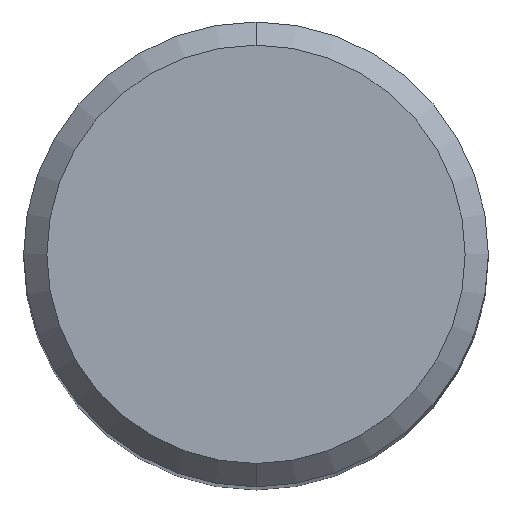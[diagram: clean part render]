
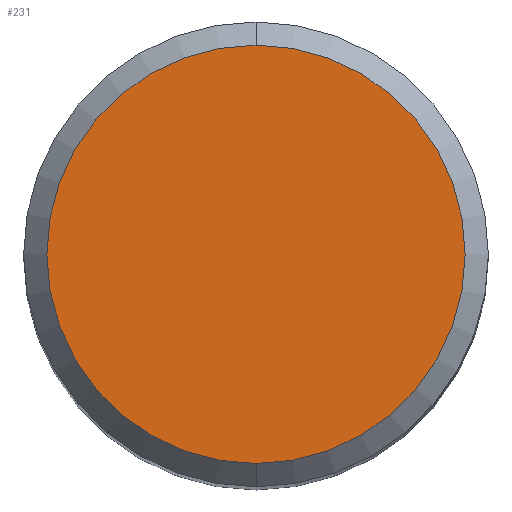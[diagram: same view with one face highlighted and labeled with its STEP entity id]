
A CAD part, top view. The second image highlights one B-rep face of the part: STEP entity #231.
In plain terms, the highlighted planar face has unit normal (0, 0, 1).
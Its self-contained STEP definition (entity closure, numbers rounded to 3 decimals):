
#231=ADVANCED_FACE('',(#545),#546,.T.);
#321=VERTEX_POINT('',#642);
#377=EDGE_CURVE('',#321,#417,#702,.T.);
#417=VERTEX_POINT('',#748);
#443=EDGE_CURVE('',#417,#321,#777,.T.);
#545=FACE_OUTER_BOUND('',#920,.T.);
#546=PLANE('',#921);
#642=CARTESIAN_POINT('',(0.0,4.5,0.0));
#702=CIRCLE('',#1310,4.5);
#748=CARTESIAN_POINT('',(0.,-4.5,0.0));
#777=CIRCLE('',#1445,4.5);
#920=EDGE_LOOP('',(#1555,#1556));
#921=AXIS2_PLACEMENT_3D('',#1557,#1558,#1559);
#1310=AXIS2_PLACEMENT_3D('',#1710,#1711,#1712);
#1445=AXIS2_PLACEMENT_3D('',#1806,#1807,#1808);
#1555=ORIENTED_EDGE('',*,*,#377,.F.);
#1556=ORIENTED_EDGE('',*,*,#443,.F.);
#1557=CARTESIAN_POINT('',(0.0,2.25,0.0));
#1558=DIRECTION('',(-0.0,0.0,1.0));
#1559=DIRECTION('',(0.0,-1.0,0.0));
#1710=CARTESIAN_POINT('',(0.0,0.0,0.0));
#1711=DIRECTION('',(0.0,0.0,-1.0));
#1712=DIRECTION('',(0.0,1.0,0.0));
#1806=CARTESIAN_POINT('',(0.0,0.0,0.0));
#1807=DIRECTION('',(0.0,0.0,-1.0));
#1808=DIRECTION('',(0.0,1.0,0.0));
